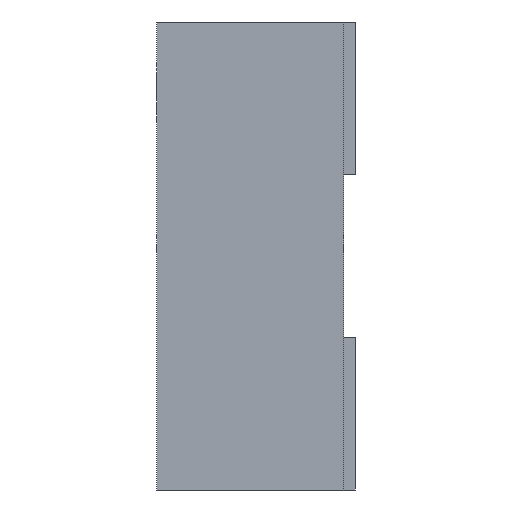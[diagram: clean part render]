
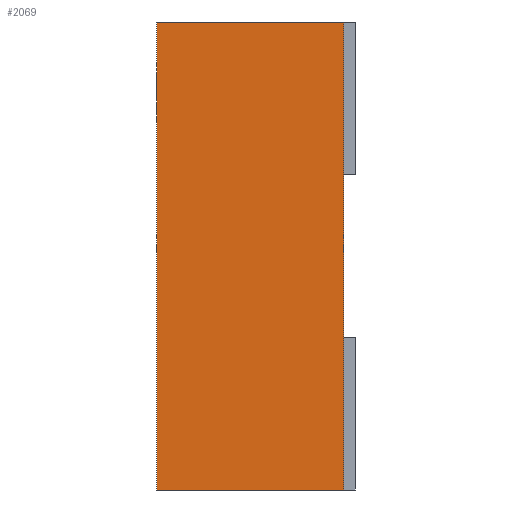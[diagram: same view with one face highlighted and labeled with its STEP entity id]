
A CAD part, left-side view. The second image highlights one B-rep face of the part: STEP entity #2069.
In plain terms, the highlighted planar face has unit normal (-1, 0, 0).
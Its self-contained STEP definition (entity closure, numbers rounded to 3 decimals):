
#49 = DIRECTION ( 'NONE',  ( 0., 0., 1. ) ) ;
#128 = VERTEX_POINT ( 'NONE', #754 ) ;
#214 = CARTESIAN_POINT ( 'NONE',  ( -1.25, -0.4, -1. ) ) ;
#325 = DIRECTION ( 'NONE',  ( 1., 0., 0. ) ) ;
#463 = CARTESIAN_POINT ( 'NONE',  ( -1.25, 0.4, -1. ) ) ;
#582 = CARTESIAN_POINT ( 'NONE',  ( -1.25, 0.4, 1. ) ) ;
#594 = CARTESIAN_POINT ( 'NONE',  ( -1.25, -0.4, 1. ) ) ;
#596 = AXIS2_PLACEMENT_3D ( 'NONE', #1806, #325, #1312 ) ;
#754 = CARTESIAN_POINT ( 'NONE',  ( -1.25, -0.4, -1. ) ) ;
#835 = CARTESIAN_POINT ( 'NONE',  ( -1.25, 0.4, 1. ) ) ;
#846 = EDGE_CURVE ( 'NONE', #1571, #1892, #1121, .T. ) ;
#882 = LINE ( 'NONE', #214, #1320 ) ;
#901 = LINE ( 'NONE', #1556, #1787 ) ;
#1061 = EDGE_CURVE ( 'NONE', #128, #1371, #882, .T. ) ;
#1121 = LINE ( 'NONE', #463, #1558 ) ;
#1175 = DIRECTION ( 'NONE',  ( 0., -1., 0. ) ) ;
#1239 = FACE_OUTER_BOUND ( 'NONE', #1470, .T. ) ;
#1250 = ORIENTED_EDGE ( 'NONE', *, *, #1365, .F. ) ;
#1288 = LINE ( 'NONE', #582, #2145 ) ;
#1312 = DIRECTION ( 'NONE',  ( 0., 0., -1. ) ) ;
#1320 = VECTOR ( 'NONE', #49, 1000. ) ;
#1338 = ORIENTED_EDGE ( 'NONE', *, *, #846, .F. ) ;
#1365 = EDGE_CURVE ( 'NONE', #1892, #1371, #1288, .T. ) ;
#1371 = VERTEX_POINT ( 'NONE', #594 ) ;
#1470 = EDGE_LOOP ( 'NONE', ( #1480, #1250, #1338, #1977 ) ) ;
#1480 = ORIENTED_EDGE ( 'NONE', *, *, #1061, .T. ) ;
#1556 = CARTESIAN_POINT ( 'NONE',  ( -1.25, 0.4, -1. ) ) ;
#1558 = VECTOR ( 'NONE', #1644, 1000. ) ;
#1571 = VERTEX_POINT ( 'NONE', #1604 ) ;
#1604 = CARTESIAN_POINT ( 'NONE',  ( -1.25, 0.4, -1. ) ) ;
#1644 = DIRECTION ( 'NONE',  ( 0., 0., 1. ) ) ;
#1672 = PLANE ( 'NONE',  #596 ) ;
#1750 = DIRECTION ( 'NONE',  ( 0., -1., 0. ) ) ;
#1787 = VECTOR ( 'NONE', #1175, 1000. ) ;
#1806 = CARTESIAN_POINT ( 'NONE',  ( -1.25, 0.4, -1. ) ) ;
#1892 = VERTEX_POINT ( 'NONE', #835 ) ;
#1977 = ORIENTED_EDGE ( 'NONE', *, *, #1982, .T. ) ;
#1982 = EDGE_CURVE ( 'NONE', #1571, #128, #901, .T. ) ;
#2069 = ADVANCED_FACE ( 'NONE', ( #1239 ), #1672, .F. ) ;
#2145 = VECTOR ( 'NONE', #1750, 1000. ) ;
